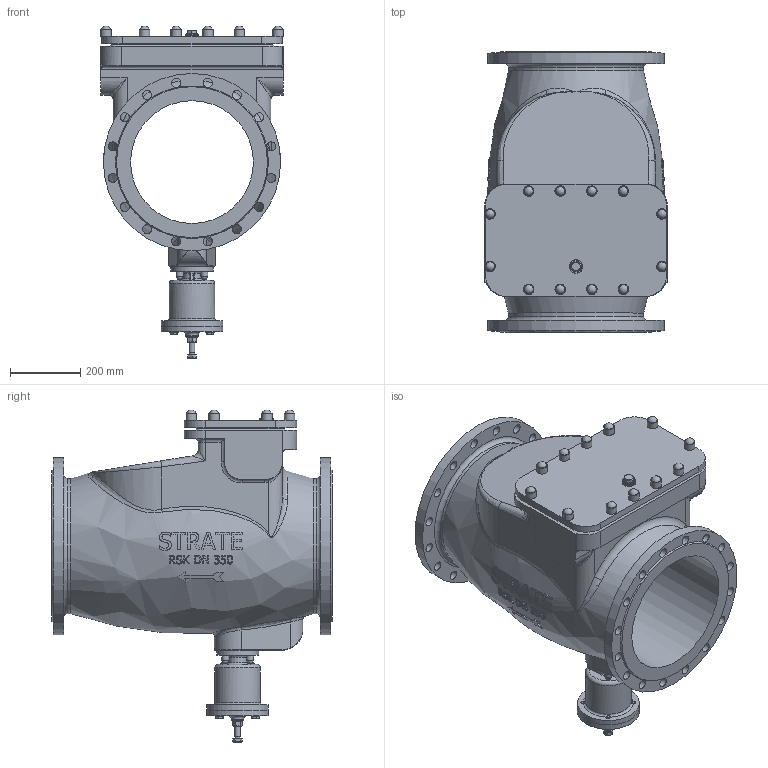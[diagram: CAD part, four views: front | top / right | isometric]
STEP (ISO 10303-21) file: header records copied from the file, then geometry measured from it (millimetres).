
FILE_DESCRIPTION(/* description */ (''),/* implementation_level */ '2;1');
FILE_NAME(/* name */ 'RSK DN 350 UD.stp',/* time_stamp */ '2020-01-29T16:01:32+01:00',/* author */ ('aunrein'),/* organization */ (''),/* preprocessor_version */ 'ST-DEVELOPER v16.13',/* originating_system */ 'Autodesk Inventor 2018',/* authorisation */ '');
FILE_SCHEMA (('AUTOMOTIVE_DESIGN { 1 0 10303 214 3 1 1 }'));
Length unit declared in the file: millimetre
Products named in the file (1): RSK DN350 UD
Bounding box: 520 x 800 x 946.11 mm (x, y, z)
Volume: 87397843.3 mm3; surface area: 3494659.9 mm2
Topology: 37 solids, 37 shells, 1001 faces, 2445 edges, 1550 vertices
Faces by surface type: plane 463, bspline 275, cylinder 152, cone 62, torus 33, sphere 16
Full cylindrical faces by diameter (mm): 11.053 x4, 12 x4, 14.917 x1, 16 x1, 17.2 x4, 20 x8, 22 x1, 24 x4, 26 x32, 30 x13, 31.177 x1, 33.249 x1, 35 x1, 38.9 x1, 39 x1, 78.7 x1, 114.5 x1, 120 x1, 130 x1, 176 x2, 350 x1, 385 x2, 505 x2
Entity records: 37196 total; most frequent: CARTESIAN_POINT 14495, ORIENTED_EDGE 4528, DIRECTION 4162, EDGE_CURVE 2264, AXIS2_PLACEMENT_3D 1725, VERTEX_POINT 1506, EDGE_LOOP 1236, STYLED_ITEM 1036
